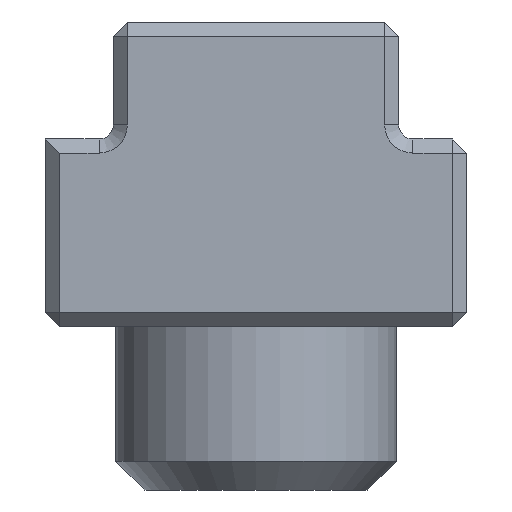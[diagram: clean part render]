
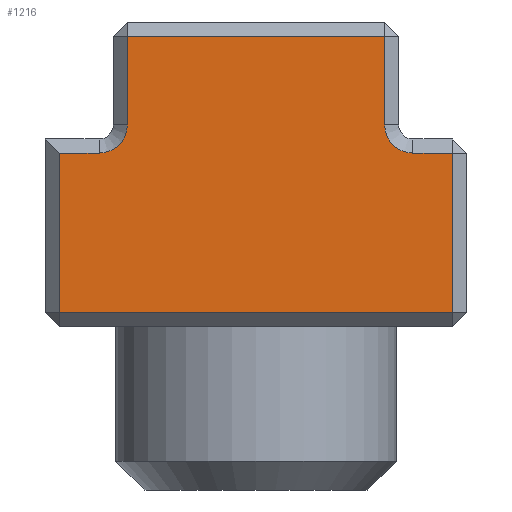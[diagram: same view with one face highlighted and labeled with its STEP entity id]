
A CAD part, left-side view. The second image highlights one B-rep face of the part: STEP entity #1216.
In plain terms, the highlighted planar face has unit normal (-1, 0, 0).
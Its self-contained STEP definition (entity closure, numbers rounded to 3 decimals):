
#40=CIRCLE('',#1288,0.6);
#45=CIRCLE('',#1303,0.6);
#118=FACE_OUTER_BOUND('',#193,.T.);
#193=EDGE_LOOP('',(#883,#884,#885,#886,#887,#888,#889,#890,#891,#892));
#262=LINE('',#1767,#383);
#264=LINE('',#1770,#385);
#273=LINE('',#1785,#394);
#276=LINE('',#1794,#397);
#279=LINE('',#1800,#400);
#292=LINE('',#1827,#413);
#296=LINE('',#1834,#417);
#299=LINE('',#1843,#420);
#383=VECTOR('',#1430,10.);
#385=VECTOR('',#1434,10.);
#394=VECTOR('',#1451,10.);
#397=VECTOR('',#1462,10.);
#400=VECTOR('',#1467,10.);
#413=VECTOR('',#1496,10.);
#417=VECTOR('',#1502,10.);
#420=VECTOR('',#1513,10.);
#475=VERTEX_POINT('',#1701);
#479=VERTEX_POINT('',#1712);
#489=VERTEX_POINT('',#1734);
#491=VERTEX_POINT('',#1743);
#498=VERTEX_POINT('',#1758);
#501=VERTEX_POINT('',#1783);
#503=VERTEX_POINT('',#1789);
#505=VERTEX_POINT('',#1799);
#512=VERTEX_POINT('',#1830);
#514=VERTEX_POINT('',#1836);
#598=EDGE_CURVE('',#491,#498,#262,.T.);
#600=EDGE_CURVE('',#498,#489,#264,.T.);
#609=EDGE_CURVE('',#501,#491,#273,.T.);
#612=EDGE_CURVE('',#503,#501,#40,.T.);
#614=EDGE_CURVE('',#479,#503,#276,.T.);
#617=EDGE_CURVE('',#489,#505,#279,.T.);
#632=EDGE_CURVE('',#475,#479,#292,.T.);
#636=EDGE_CURVE('',#505,#512,#296,.T.);
#639=EDGE_CURVE('',#512,#514,#45,.T.);
#641=EDGE_CURVE('',#514,#475,#299,.T.);
#883=ORIENTED_EDGE('',*,*,#598,.F.);
#884=ORIENTED_EDGE('',*,*,#609,.F.);
#885=ORIENTED_EDGE('',*,*,#612,.F.);
#886=ORIENTED_EDGE('',*,*,#614,.F.);
#887=ORIENTED_EDGE('',*,*,#632,.F.);
#888=ORIENTED_EDGE('',*,*,#641,.F.);
#889=ORIENTED_EDGE('',*,*,#639,.F.);
#890=ORIENTED_EDGE('',*,*,#636,.F.);
#891=ORIENTED_EDGE('',*,*,#617,.F.);
#892=ORIENTED_EDGE('',*,*,#600,.F.);
#1077=PLANE('',#1321);
#1216=ADVANCED_FACE('',(#118),#1077,.T.);
#1288=AXIS2_PLACEMENT_3D('',#1791,#1456,#1457);
#1303=AXIS2_PLACEMENT_3D('',#1840,#1508,#1509);
#1321=AXIS2_PLACEMENT_3D('',#1881,#1561,#1562);
#1430=DIRECTION('',(0.,0.,-1.));
#1434=DIRECTION('',(0.,1.,0.));
#1451=DIRECTION('',(0.,-1.,0.));
#1456=DIRECTION('center_axis',(-1.,0.,0.));
#1457=DIRECTION('ref_axis',(0.,0.707,-0.707));
#1462=DIRECTION('',(0.,0.,-1.));
#1467=DIRECTION('',(0.,0.,1.));
#1496=DIRECTION('',(0.,-1.,0.));
#1502=DIRECTION('',(0.,-1.,0.));
#1508=DIRECTION('center_axis',(-1.,0.,0.));
#1509=DIRECTION('ref_axis',(0.,-0.707,-0.707));
#1513=DIRECTION('',(0.,0.,1.));
#1561=DIRECTION('center_axis',(-1.,0.,0.));
#1562=DIRECTION('ref_axis',(0.,0.,1.));
#1701=CARTESIAN_POINT('',(0.,2.75,6.2));
#1712=CARTESIAN_POINT('',(0.,-2.75,6.2));
#1734=CARTESIAN_POINT('',(0.,4.2,0.3));
#1743=CARTESIAN_POINT('',(0.,-4.2,3.7));
#1758=CARTESIAN_POINT('',(0.,-4.2,0.3));
#1767=CARTESIAN_POINT('',(0.,-4.2,0.));
#1770=CARTESIAN_POINT('',(0.,-2.25,0.3));
#1783=CARTESIAN_POINT('',(0.,-3.35,3.7));
#1785=CARTESIAN_POINT('',(0.,-2.25,3.7));
#1789=CARTESIAN_POINT('',(0.,-2.75,4.3));
#1791=CARTESIAN_POINT('Origin',(0.,-3.35,4.3));
#1794=CARTESIAN_POINT('',(0.,-2.75,2.));
#1799=CARTESIAN_POINT('',(0.,4.2,3.7));
#1800=CARTESIAN_POINT('',(0.,4.2,0.));
#1827=CARTESIAN_POINT('',(0.,-2.25,6.2));
#1830=CARTESIAN_POINT('',(0.,3.35,3.7));
#1834=CARTESIAN_POINT('',(0.,-2.25,3.7));
#1836=CARTESIAN_POINT('',(0.,2.75,4.3));
#1840=CARTESIAN_POINT('Origin',(0.,3.35,4.3));
#1843=CARTESIAN_POINT('',(0.,2.75,2.));
#1881=CARTESIAN_POINT('Origin',(0.,-4.5,
0.));
